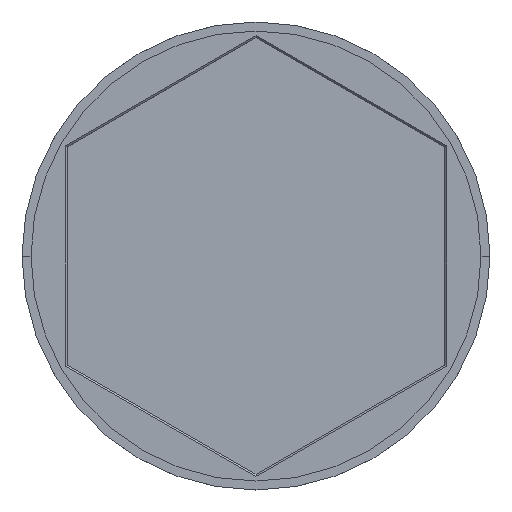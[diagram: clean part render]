
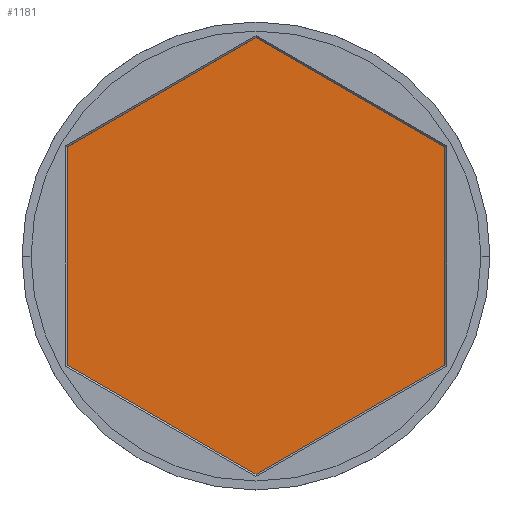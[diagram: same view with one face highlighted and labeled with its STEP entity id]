
A CAD part, top view. The second image highlights one B-rep face of the part: STEP entity #1181.
In plain terms, the highlighted planar face has unit normal (0, 0, 1).
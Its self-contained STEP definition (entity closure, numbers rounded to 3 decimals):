
#8 = EDGE_CURVE ( 'NONE', #1200, #833, #112, .T. ) ;
#28 = EDGE_CURVE ( 'NONE', #1424, #1549, #981, .T. ) ;
#45 = VECTOR ( 'NONE', #147, 1000. ) ;
#72 = ORIENTED_EDGE ( 'NONE', *, *, #1173, .T. ) ;
#85 = VERTEX_POINT ( 'NONE', #1456 ) ;
#90 = LINE ( 'NONE', #335, #1154 ) ;
#112 = LINE ( 'NONE', #130, #958 ) ;
#116 = AXIS2_PLACEMENT_3D ( 'NONE', #1288, #1552, #952 ) ;
#130 = CARTESIAN_POINT ( 'NONE',  ( -5.25, 9.093, -2. ) ) ;
#147 = DIRECTION ( 'NONE',  ( 0.866, -0.5, 0. ) ) ;
#224 = ORIENTED_EDGE ( 'NONE', *, *, #8, .T. ) ;
#226 = CARTESIAN_POINT ( 'NONE',  ( 0., 12.124, -2. ) ) ;
#284 = EDGE_CURVE ( 'NONE', #294, #1200, #1169, .T. ) ;
#294 = VERTEX_POINT ( 'NONE', #1305 ) ;
#320 = LINE ( 'NONE', #1251, #45 ) ;
#335 = CARTESIAN_POINT ( 'NONE',  ( -10.5, 0., -2. ) ) ;
#347 = DIRECTION ( 'NONE',  ( 0., 1., 0. ) ) ;
#408 = CARTESIAN_POINT ( 'NONE',  ( 10.5, -6.062, -2. ) ) ;
#411 = VECTOR ( 'NONE', #347, 1000. ) ;
#450 = ORIENTED_EDGE ( 'NONE', *, *, #773, .T. ) ;
#502 = DIRECTION ( 'NONE',  ( 0.866, 0.5, 0. ) ) ;
#535 = ORIENTED_EDGE ( 'NONE', *, *, #28, .T. ) ;
#559 = LINE ( 'NONE', #685, #411 ) ;
#595 = PLANE ( 'NONE',  #116 ) ;
#685 = CARTESIAN_POINT ( 'NONE',  ( 10.5, 0., -2. ) ) ;
#773 = EDGE_CURVE ( 'NONE', #85, #1424, #320, .T. ) ;
#822 = DIRECTION ( 'NONE',  ( -0.866, 0.5, 0. ) ) ;
#826 = FACE_OUTER_BOUND ( 'NONE', #1199, .T. ) ;
#830 = EDGE_CURVE ( 'NONE', #1549, #294, #559, .T. ) ;
#833 = VERTEX_POINT ( 'NONE', #1066 ) ;
#855 = VECTOR ( 'NONE', #502, 1000. ) ;
#901 = VECTOR ( 'NONE', #822, 1000. ) ;
#952 = DIRECTION ( 'NONE',  ( 1., 0., 0. ) ) ;
#958 = VECTOR ( 'NONE', #1351, 1000. ) ;
#981 = LINE ( 'NONE', #1572, #855 ) ;
#1066 = CARTESIAN_POINT ( 'NONE',  ( -10.5, 6.062, -2. ) ) ;
#1154 = VECTOR ( 'NONE', #1441, 1000. ) ;
#1169 = LINE ( 'NONE', #1548, #901 ) ;
#1173 = EDGE_CURVE ( 'NONE', #833, #85, #90, .T. ) ;
#1181 = ADVANCED_FACE ( 'NONE', ( #826 ), #595, .T. ) ;
#1197 = ORIENTED_EDGE ( 'NONE', *, *, #830, .T. ) ;
#1199 = EDGE_LOOP ( 'NONE', ( #1527, #224, #72, #450, #535, #1197 ) ) ;
#1200 = VERTEX_POINT ( 'NONE', #226 ) ;
#1251 = CARTESIAN_POINT ( 'NONE',  ( -5.25, -9.093, -2. ) ) ;
#1288 = CARTESIAN_POINT ( 'NONE',  ( 0., 0., -2. ) ) ;
#1305 = CARTESIAN_POINT ( 'NONE',  ( 10.5, 6.062, -2. ) ) ;
#1351 = DIRECTION ( 'NONE',  ( -0.866, -0.5, 0. ) ) ;
#1424 = VERTEX_POINT ( 'NONE', #1587 ) ;
#1441 = DIRECTION ( 'NONE',  ( 0., -1., 0. ) ) ;
#1456 = CARTESIAN_POINT ( 'NONE',  ( -10.5, -6.062, -2. ) ) ;
#1527 = ORIENTED_EDGE ( 'NONE', *, *, #284, .T. ) ;
#1548 = CARTESIAN_POINT ( 'NONE',  ( 5.25, 9.093, -2. ) ) ;
#1549 = VERTEX_POINT ( 'NONE', #408 ) ;
#1552 = DIRECTION ( 'NONE',  ( 0., 0., 1. ) ) ;
#1572 = CARTESIAN_POINT ( 'NONE',  ( 5.25, -9.093, -2. ) ) ;
#1587 = CARTESIAN_POINT ( 'NONE',  ( 0., -12.124, -2. ) ) ;
